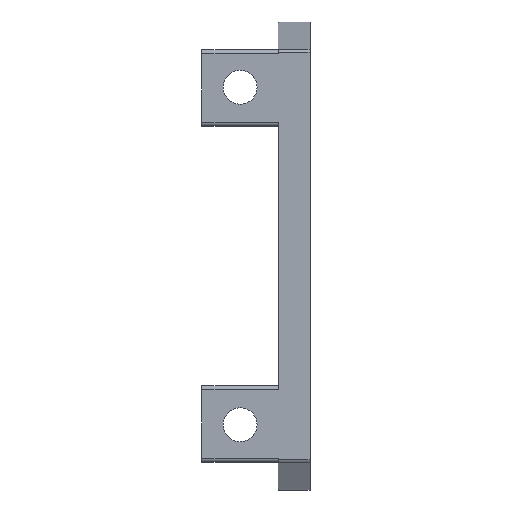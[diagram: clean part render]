
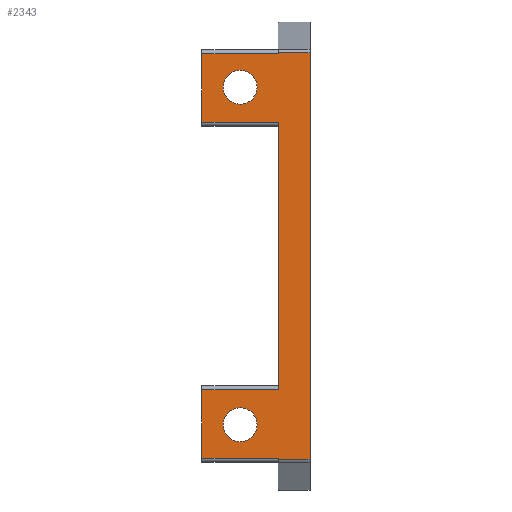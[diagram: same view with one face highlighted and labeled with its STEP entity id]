
A CAD part, left-side view. The second image highlights one B-rep face of the part: STEP entity #2343.
In plain terms, the highlighted planar face has unit normal (-1, 0, 0).
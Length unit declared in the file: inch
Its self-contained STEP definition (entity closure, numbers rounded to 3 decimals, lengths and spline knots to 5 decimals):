
#32 = EDGE_CURVE ( 'NONE', #2332, #2191, #2058, .T. ) ;
#38 = LINE ( 'NONE', #87, #2167 ) ;
#44 = EDGE_CURVE ( 'NONE', #2559, #1428, #2556, .T. ) ;
#52 = VERTEX_POINT ( 'NONE', #2486 ) ;
#59 = ORIENTED_EDGE ( 'NONE', *, *, #636, .T. ) ;
#69 = CARTESIAN_POINT ( 'NONE',  ( -0.65745, 0.1, 0.4205 ) ) ;
#87 = CARTESIAN_POINT ( 'NONE',  ( -0.65745, 0., 0.648 ) ) ;
#88 = DIRECTION ( 'NONE',  ( 0., 0., 1. ) ) ;
#132 = VERTEX_POINT ( 'NONE', #1493 ) ;
#162 = ORIENTED_EDGE ( 'NONE', *, *, #1450, .T. ) ;
#189 = AXIS2_PLACEMENT_3D ( 'NONE', #1961, #740, #2170 ) ;
#281 = EDGE_CURVE ( 'NONE', #2632, #1929, #1018, .T. ) ;
#298 = PLANE ( 'NONE',  #2316 ) ;
#306 = CARTESIAN_POINT ( 'NONE',  ( -0.65745, 0.1, 0.6355 ) ) ;
#315 = LINE ( 'NONE', #1375, #2379 ) ;
#338 = DIRECTION ( 'NONE',  ( -1., 0., 0. ) ) ;
#364 = DIRECTION ( 'NONE',  ( 0., 1., 0. ) ) ;
#375 = FACE_BOUND ( 'NONE', #2088, .T. ) ;
#421 = ORIENTED_EDGE ( 'NONE', *, *, #2405, .F. ) ;
#441 = FACE_BOUND ( 'NONE', #2302, .T. ) ;
#451 = CARTESIAN_POINT ( 'NONE',  ( -0.65745, 0.1, 0.4205 ) ) ;
#466 = CARTESIAN_POINT ( 'NONE',  ( -0.65745, 0.08232, -0.6355 ) ) ;
#501 = DIRECTION ( 'NONE',  ( 0., 0., 1. ) ) ;
#514 = CARTESIAN_POINT ( 'NONE',  ( -0.65745, 0., 0.63813 ) ) ;
#587 = ORIENTED_EDGE ( 'NONE', *, *, #44, .T. ) ;
#589 = AXIS2_PLACEMENT_3D ( 'NONE', #2083, #872, #2299 ) ;
#599 = LINE ( 'NONE', #763, #2171 ) ;
#636 = EDGE_CURVE ( 'NONE', #1929, #132, #801, .T. ) ;
#655 = ORIENTED_EDGE ( 'NONE', *, *, #2265, .F. ) ;
#703 = CARTESIAN_POINT ( 'NONE',  ( -0.65745, 0.2197, -0.58358 ) ) ;
#710 = EDGE_CURVE ( 'NONE', #2332, #132, #1208, .T. ) ;
#712 = VERTEX_POINT ( 'NONE', #2146 ) ;
#718 = CARTESIAN_POINT ( 'NONE',  ( -0.65745, 0.3397, 0.648 ) ) ;
#723 = EDGE_CURVE ( 'NONE', #1197, #1365, #38, .T. ) ;
#732 = CIRCLE ( 'NONE', #189, 0.05325 ) ;
#738 = CARTESIAN_POINT ( 'NONE',  ( -0.65745, 0.2197, -0.47708 ) ) ;
#740 = DIRECTION ( 'NONE',  ( -1., 0., 0. ) ) ;
#753 = VERTEX_POINT ( 'NONE', #738 ) ;
#756 = CARTESIAN_POINT ( 'NONE',  ( -0.65745, 0.3397, -0.4205 ) ) ;
#763 = CARTESIAN_POINT ( 'NONE',  ( -0.65745, 0.1, 0.63813 ) ) ;
#801 = LINE ( 'NONE', #1510, #1280 ) ;
#813 = CARTESIAN_POINT ( 'NONE',  ( -0.65745, 0.1, -0.4205 ) ) ;
#868 = VECTOR ( 'NONE', #364, 39.37008 ) ;
#872 = DIRECTION ( 'NONE',  ( -1., 0., 0. ) ) ;
#934 = FACE_OUTER_BOUND ( 'NONE', #1779, .T. ) ;
#935 = DIRECTION ( 'NONE',  ( 0., 0., 1. ) ) ;
#962 = CARTESIAN_POINT ( 'NONE',  ( -0.65745, 0.1, -0.63813 ) ) ;
#971 = VECTOR ( 'NONE', #2000, 39.37008 ) ;
#977 = ORIENTED_EDGE ( 'NONE', *, *, #2414, .F. ) ;
#982 = CIRCLE ( 'NONE', #589, 0.05325 ) ;
#985 = EDGE_CURVE ( 'NONE', #2559, #2191, #2263, .T. ) ;
#1018 = LINE ( 'NONE', #2642, #2044 ) ;
#1031 = VERTEX_POINT ( 'NONE', #2478 ) ;
#1033 = ORIENTED_EDGE ( 'NONE', *, *, #723, .T. ) ;
#1048 = LINE ( 'NONE', #1938, #1531 ) ;
#1092 = ORIENTED_EDGE ( 'NONE', *, *, #281, .T. ) ;
#1128 = VERTEX_POINT ( 'NONE', #2502 ) ;
#1131 = EDGE_CURVE ( 'NONE', #753, #1841, #982, .T. ) ;
#1153 = AXIS2_PLACEMENT_3D ( 'NONE', #1558, #338, #1774 ) ;
#1155 = DIRECTION ( 'NONE',  ( 0., -1., 0. ) ) ;
#1197 = VERTEX_POINT ( 'NONE', #1294 ) ;
#1198 = ORIENTED_EDGE ( 'NONE', *, *, #1904, .F. ) ;
#1208 = LINE ( 'NONE', #718, #1686 ) ;
#1229 = DIRECTION ( 'NONE',  ( 0., 0., 1. ) ) ;
#1231 = ORIENTED_EDGE ( 'NONE', *, *, #32, .T. ) ;
#1280 = VECTOR ( 'NONE', #1717, 39.37008 ) ;
#1294 = CARTESIAN_POINT ( 'NONE',  ( -0.65745, 0., -0.63813 ) ) ;
#1302 = DIRECTION ( 'NONE',  ( 0., 1., 0. ) ) ;
#1330 = CARTESIAN_POINT ( 'NONE',  ( -0.65745, 0.1, 0.648 ) ) ;
#1342 = DIRECTION ( 'NONE',  ( -1., 0., 0. ) ) ;
#1365 = VERTEX_POINT ( 'NONE', #514 ) ;
#1375 = CARTESIAN_POINT ( 'NONE',  ( -0.65745, 0.3397, -0.648 ) ) ;
#1428 = VERTEX_POINT ( 'NONE', #756 ) ;
#1429 = LINE ( 'NONE', #962, #1843 ) ;
#1450 = EDGE_CURVE ( 'NONE', #712, #1197, #1429, .T. ) ;
#1493 = CARTESIAN_POINT ( 'NONE',  ( -0.65745, 0.3397, 0.6355 ) ) ;
#1510 = CARTESIAN_POINT ( 'NONE',  ( -0.65745, 0.08232, 0.6355 ) ) ;
#1531 = VECTOR ( 'NONE', #501, 39.37008 ) ;
#1545 = ORIENTED_EDGE ( 'NONE', *, *, #1905, .F. ) ;
#1558 = CARTESIAN_POINT ( 'NONE',  ( -0.65745, 0.2197, 0.53033 ) ) ;
#1609 = ORIENTED_EDGE ( 'NONE', *, *, #985, .F. ) ;
#1686 = VECTOR ( 'NONE', #935, 39.37008 ) ;
#1717 = DIRECTION ( 'NONE',  ( 0., 1., 0. ) ) ;
#1733 = DIRECTION ( 'NONE',  ( 0., 0., -1. ) ) ;
#1759 = CIRCLE ( 'NONE', #1153, 0.05325 ) ;
#1774 = DIRECTION ( 'NONE',  ( 0., 0., 1. ) ) ;
#1779 = EDGE_LOOP ( 'NONE', ( #1033, #2695, #1092, #59, #2258, #1231, #1609, #587, #2224, #655, #1198, #162 ) ) ;
#1785 = VECTOR ( 'NONE', #1229, 39.37008 ) ;
#1841 = VERTEX_POINT ( 'NONE', #703 ) ;
#1843 = VECTOR ( 'NONE', #1155, 39.37008 ) ;
#1904 = EDGE_CURVE ( 'NONE', #712, #1031, #1048, .T. ) ;
#1905 = EDGE_CURVE ( 'NONE', #1841, #753, #2077, .T. ) ;
#1925 = CARTESIAN_POINT ( 'NONE',  ( -0.65745, 0.3397, 0.4205 ) ) ;
#1929 = VERTEX_POINT ( 'NONE', #306 ) ;
#1938 = CARTESIAN_POINT ( 'NONE',  ( -0.65745, 0.1, -0.6355 ) ) ;
#1950 = DIRECTION ( 'NONE',  ( 0., 0., 1. ) ) ;
#1961 = CARTESIAN_POINT ( 'NONE',  ( -0.65745, 0.2197, 0.53033 ) ) ;
#2000 = DIRECTION ( 'NONE',  ( 0., -1., 0. ) ) ;
#2010 = EDGE_CURVE ( 'NONE', #1128, #1428, #315, .T. ) ;
#2044 = VECTOR ( 'NONE', #2062, 39.37008 ) ;
#2058 = LINE ( 'NONE', #69, #971 ) ;
#2062 = DIRECTION ( 'NONE',  ( 0., 0., -1. ) ) ;
#2077 = CIRCLE ( 'NONE', #2279, 0.05325 ) ;
#2083 = CARTESIAN_POINT ( 'NONE',  ( -0.65745, 0.2197, -0.53033 ) ) ;
#2088 = EDGE_LOOP ( 'NONE', ( #421, #977 ) ) ;
#2132 = DIRECTION ( 'NONE',  ( 1., 0., 0. ) ) ;
#2146 = CARTESIAN_POINT ( 'NONE',  ( -0.65745, 0.1, -0.63813 ) ) ;
#2167 = VECTOR ( 'NONE', #1950, 39.37008 ) ;
#2170 = DIRECTION ( 'NONE',  ( 0., 0., 1. ) ) ;
#2171 = VECTOR ( 'NONE', #2189, 39.37008 ) ;
#2189 = DIRECTION ( 'NONE',  ( 0., 1., 0. ) ) ;
#2191 = VERTEX_POINT ( 'NONE', #451 ) ;
#2205 = VECTOR ( 'NONE', #1302, 39.37008 ) ;
#2224 = ORIENTED_EDGE ( 'NONE', *, *, #2010, .F. ) ;
#2258 = ORIENTED_EDGE ( 'NONE', *, *, #710, .F. ) ;
#2263 = LINE ( 'NONE', #2685, #1785 ) ;
#2265 = EDGE_CURVE ( 'NONE', #1031, #1128, #2275, .T. ) ;
#2275 = LINE ( 'NONE', #466, #2205 ) ;
#2279 = AXIS2_PLACEMENT_3D ( 'NONE', #2573, #1342, #88 ) ;
#2299 = DIRECTION ( 'NONE',  ( 0., 0., 1. ) ) ;
#2302 = EDGE_LOOP ( 'NONE', ( #2356, #1545 ) ) ;
#2316 = AXIS2_PLACEMENT_3D ( 'NONE', #1330, #2132, #1733 ) ;
#2332 = VERTEX_POINT ( 'NONE', #1925 ) ;
#2343 = ADVANCED_FACE ( 'NONE', ( #441, #375, #934 ), #298, .F. ) ;
#2356 = ORIENTED_EDGE ( 'NONE', *, *, #1131, .F. ) ;
#2379 = VECTOR ( 'NONE', #2615, 39.37008 ) ;
#2405 = EDGE_CURVE ( 'NONE', #52, #2498, #732, .T. ) ;
#2411 = CARTESIAN_POINT ( 'NONE',  ( -0.65745, 0.2197, 0.47708 ) ) ;
#2414 = EDGE_CURVE ( 'NONE', #2498, #52, #1759, .T. ) ;
#2470 = EDGE_CURVE ( 'NONE', #1365, #2632, #599, .T. ) ;
#2478 = CARTESIAN_POINT ( 'NONE',  ( -0.65745, 0.1, -0.6355 ) ) ;
#2486 = CARTESIAN_POINT ( 'NONE',  ( -0.65745, 0.2197, 0.58358 ) ) ;
#2498 = VERTEX_POINT ( 'NONE', #2411 ) ;
#2502 = CARTESIAN_POINT ( 'NONE',  ( -0.65745, 0.3397, -0.6355 ) ) ;
#2556 = LINE ( 'NONE', #813, #868 ) ;
#2559 = VERTEX_POINT ( 'NONE', #2639 ) ;
#2573 = CARTESIAN_POINT ( 'NONE',  ( -0.65745, 0.2197, -0.53033 ) ) ;
#2615 = DIRECTION ( 'NONE',  ( 0., 0., 1. ) ) ;
#2632 = VERTEX_POINT ( 'NONE', #2688 ) ;
#2639 = CARTESIAN_POINT ( 'NONE',  ( -0.65745, 0.1, -0.4205 ) ) ;
#2642 = CARTESIAN_POINT ( 'NONE',  ( -0.65745, 0.1, 0.6355 ) ) ;
#2685 = CARTESIAN_POINT ( 'NONE',  ( -0.65745, 0.1, 0.648 ) ) ;
#2688 = CARTESIAN_POINT ( 'NONE',  ( -0.65745, 0.1, 0.63813 ) ) ;
#2695 = ORIENTED_EDGE ( 'NONE', *, *, #2470, .T. ) ;
